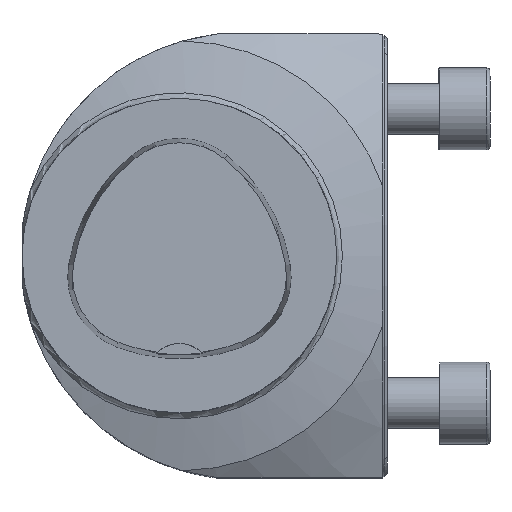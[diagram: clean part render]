
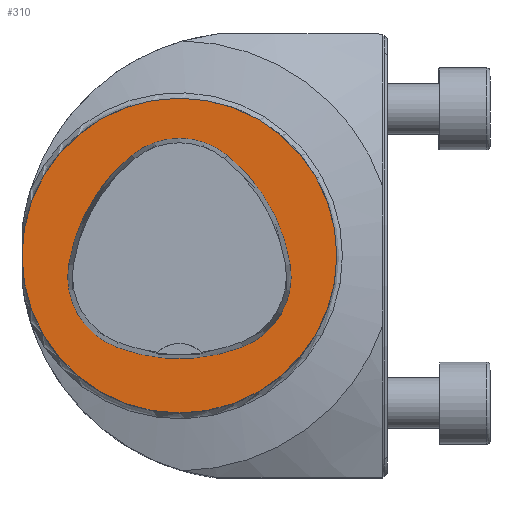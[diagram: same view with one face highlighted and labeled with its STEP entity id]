
A CAD part, top view. The second image highlights one B-rep face of the part: STEP entity #310.
In plain terms, the highlighted planar face has unit normal (0, 0, 1).
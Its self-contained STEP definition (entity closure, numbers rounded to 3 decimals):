
#56=FACE_BOUND('',#469,.T.);
#57=FACE_BOUND('',#470,.T.);
#106=PLANE('',#1322);
#310=ADVANCED_FACE('',(#56,#57),#106,.T.);
#469=EDGE_LOOP('',(#818,#819,#820,#821,#822,#823));
#470=EDGE_LOOP('',(#824));
#552=CIRCLE('',#1294,25.);
#553=CIRCLE('',#1300,28.);
#555=CIRCLE('',#1303,12.);
#557=CIRCLE('',#1306,28.);
#559=CIRCLE('',#1309,12.);
#563=CIRCLE('',#1314,28.);
#565=CIRCLE('',#1317,12.);
#818=ORIENTED_EDGE('',*,*,#1137,.T.);
#819=ORIENTED_EDGE('',*,*,#1117,.T.);
#820=ORIENTED_EDGE('',*,*,#1121,.T.);
#821=ORIENTED_EDGE('',*,*,#1124,.T.);
#822=ORIENTED_EDGE('',*,*,#1127,.T.);
#823=ORIENTED_EDGE('',*,*,#1135,.T.);
#824=ORIENTED_EDGE('',*,*,#1108,.F.);
#967=VERTEX_POINT('',#2109);
#976=VERTEX_POINT('',#2128);
#977=VERTEX_POINT('',#2129);
#980=VERTEX_POINT('',#2137);
#982=VERTEX_POINT('',#2143);
#984=VERTEX_POINT('',#2149);
#991=VERTEX_POINT('',#2170);
#1108=EDGE_CURVE('',#967,#967,#552,.T.);
#1117=EDGE_CURVE('',#976,#977,#553,.T.);
#1121=EDGE_CURVE('',#977,#980,#555,.T.);
#1124=EDGE_CURVE('',#980,#982,#557,.T.);
#1127=EDGE_CURVE('',#982,#984,#559,.T.);
#1135=EDGE_CURVE('',#984,#991,#563,.T.);
#1137=EDGE_CURVE('',#991,#976,#565,.T.);
#1294=AXIS2_PLACEMENT_3D('',#2108,#1560,#1561);
#1300=AXIS2_PLACEMENT_3D('',#2127,#1576,#1577);
#1303=AXIS2_PLACEMENT_3D('',#2136,#1584,#1585);
#1306=AXIS2_PLACEMENT_3D('',#2142,#1591,#1592);
#1309=AXIS2_PLACEMENT_3D('',#2148,#1598,#1599);
#1314=AXIS2_PLACEMENT_3D('',#2171,#1610,#1611);
#1317=AXIS2_PLACEMENT_3D('',#2174,#1616,#1617);
#1322=AXIS2_PLACEMENT_3D('',#2179,#1626,#1627);
#1560=DIRECTION('',(0.,0.,-1.));
#1561=DIRECTION('',(-1.,0.,0.));
#1576=DIRECTION('',(0.,0.,-1.));
#1577=DIRECTION('',(-1.,0.,0.));
#1584=DIRECTION('',(0.,0.,-1.));
#1585=DIRECTION('',(-1.,0.,0.));
#1591=DIRECTION('',(0.,0.,-1.));
#1592=DIRECTION('',(-1.,0.,0.));
#1598=DIRECTION('',(0.,0.,-1.));
#1599=DIRECTION('',(-1.,0.,0.));
#1610=DIRECTION('',(0.,0.,-1.));
#1611=DIRECTION('',(-1.,0.,0.));
#1616=DIRECTION('',(0.,0.,-1.));
#1617=DIRECTION('',(-1.,0.,0.));
#1626=DIRECTION('',(0.,0.,1.));
#1627=DIRECTION('',(1.,0.,0.));
#2108=CARTESIAN_POINT('',(0.,0.,0.));
#2109=CARTESIAN_POINT('',(-25.,0.,0.));
#2127=CARTESIAN_POINT('',(10.068,-5.824,0.));
#2128=CARTESIAN_POINT('',(-17.584,-1.424,0.));
#2129=CARTESIAN_POINT('',(-7.531,15.953,0.));
#2136=CARTESIAN_POINT('',(0.011,6.62,0.));
#2137=CARTESIAN_POINT('',(7.567,15.942,0.));
#2142=CARTESIAN_POINT('',(-10.063,-5.81,0.));
#2143=CARTESIAN_POINT('',(17.59,-1.418,0.));
#2148=CARTESIAN_POINT('',(5.739,-3.3,0.));
#2149=CARTESIAN_POINT('',(10.05,-14.499,0.));
#2170=CARTESIAN_POINT('',(-10.025,-14.516,0.));
#2171=CARTESIAN_POINT('',(-0.01,11.631,0.));
#2174=CARTESIAN_POINT('',(-5.733,-3.31,0.));
#2179=CARTESIAN_POINT('',(0.,0.,0.));
